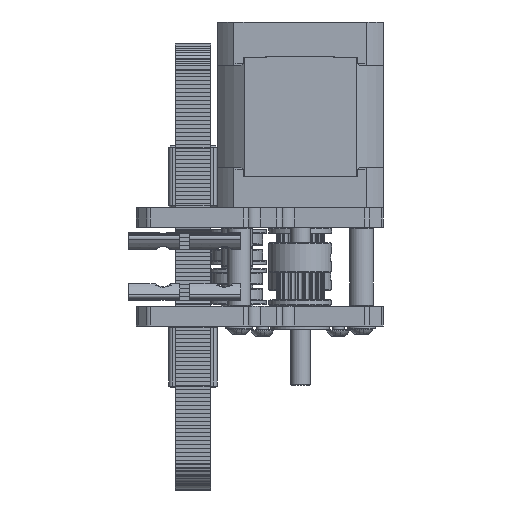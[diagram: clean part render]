
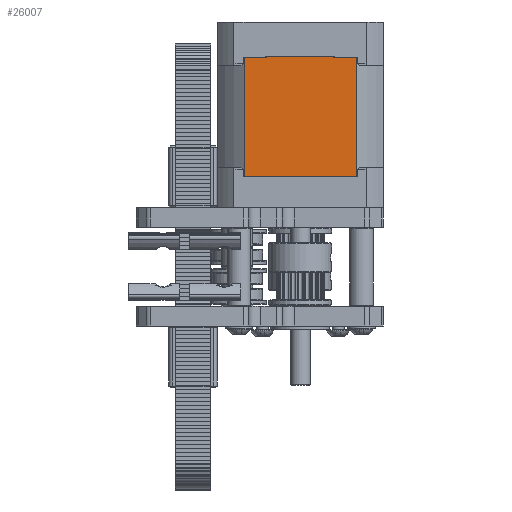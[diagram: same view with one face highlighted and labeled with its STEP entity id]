
A CAD part, left-side view. The second image highlights one B-rep face of the part: STEP entity #26007.
In plain terms, the highlighted planar face has unit normal (-1, 0, 0).
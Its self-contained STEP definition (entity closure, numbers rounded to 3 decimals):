
#1793=PLANE('',#28404);
#3102=FACE_OUTER_BOUND('',#4556,.T.);
#4556=EDGE_LOOP('',(#24094,#24095,#24096,#24097,#24098,#24099,#24100,#24101,
#24102,#24103,#24104,#24105));
#7188=LINE('',#44242,#9985);
#7191=LINE('',#44253,#9988);
#7193=LINE('',#44262,#9990);
#7195=LINE('',#44266,#9992);
#7197=LINE('',#44269,#9994);
#7396=LINE('',#44943,#10193);
#7398=LINE('',#44950,#10195);
#7399=LINE('',#44952,#10196);
#7400=LINE('',#44954,#10197);
#7401=LINE('',#44956,#10198);
#7402=LINE('',#44958,#10199);
#7403=LINE('',#44959,#10200);
#9985=VECTOR('',#34804,30.2);
#9988=VECTOR('',#34813,0.1);
#9990=VECTOR('',#34821,0.1);
#9992=VECTOR('',#34827,5.724);
#9994=VECTOR('',#34831,5.724);
#10193=VECTOR('',#35486,17.012);
#10195=VECTOR('',#35494,0.1);
#10196=VECTOR('',#35495,5.724);
#10197=VECTOR('',#35496,30.2);
#10198=VECTOR('',#35497,5.724);
#10199=VECTOR('',#35498,0.1);
#10200=VECTOR('',#35499,17.012);
#13117=VERTEX_POINT('',#44239);
#13118=VERTEX_POINT('',#44241);
#13122=VERTEX_POINT('',#44250);
#13123=VERTEX_POINT('',#44252);
#13126=VERTEX_POINT('',#44259);
#13127=VERTEX_POINT('',#44261);
#13344=VERTEX_POINT('',#44941);
#13346=VERTEX_POINT('',#44949);
#13347=VERTEX_POINT('',#44951);
#13348=VERTEX_POINT('',#44953);
#13349=VERTEX_POINT('',#44955);
#13350=VERTEX_POINT('',#44957);
#16619=EDGE_CURVE('',#13118,#13117,#7188,.T.);
#16624=EDGE_CURVE('',#13123,#13122,#7191,.T.);
#16628=EDGE_CURVE('',#13127,#13126,#7193,.T.);
#16631=EDGE_CURVE('',#13117,#13127,#7195,.T.);
#16633=EDGE_CURVE('',#13122,#13118,#7197,.T.);
#16954=EDGE_CURVE('',#13126,#13344,#7396,.T.);
#16957=EDGE_CURVE('',#13344,#13346,#7398,.T.);
#16958=EDGE_CURVE('',#13347,#13346,#7399,.T.);
#16959=EDGE_CURVE('',#13348,#13347,#7400,.T.);
#16960=EDGE_CURVE('',#13349,#13348,#7401,.T.);
#16961=EDGE_CURVE('',#13349,#13350,#7402,.T.);
#16962=EDGE_CURVE('',#13350,#13123,#7403,.T.);
#24094=ORIENTED_EDGE('',*,*,#16954,.T.);
#24095=ORIENTED_EDGE('',*,*,#16957,.T.);
#24096=ORIENTED_EDGE('',*,*,#16958,.F.);
#24097=ORIENTED_EDGE('',*,*,#16959,.F.);
#24098=ORIENTED_EDGE('',*,*,#16960,.F.);
#24099=ORIENTED_EDGE('',*,*,#16961,.T.);
#24100=ORIENTED_EDGE('',*,*,#16962,.T.);
#24101=ORIENTED_EDGE('',*,*,#16624,.T.);
#24102=ORIENTED_EDGE('',*,*,#16633,.T.);
#24103=ORIENTED_EDGE('',*,*,#16619,.T.);
#24104=ORIENTED_EDGE('',*,*,#16631,.T.);
#24105=ORIENTED_EDGE('',*,*,#16628,.T.);
#26007=ADVANCED_FACE('',(#3102),#1793,.T.);
#28404=AXIS2_PLACEMENT_3D('',#44948,#35492,#35493);
#34804=DIRECTION('',(0.,0.,-1.));
#34813=DIRECTION('',(0.,0.,-1.));
#34821=DIRECTION('',(0.,0.,-1.));
#34827=DIRECTION('',(0.,-1.,0.));
#34831=DIRECTION('',(0.,1.,0.));
#35486=DIRECTION('',(0.,-1.,0.));
#35492=DIRECTION('center_axis',(-1.,0.,0.));
#35493=DIRECTION('ref_axis',(0.,0.,1.));
#35494=DIRECTION('',(0.,0.,1.));
#35495=DIRECTION('',(0.,1.,0.));
#35496=DIRECTION('',(0.,0.,-1.));
#35497=DIRECTION('',(0.,-1.,0.));
#35498=DIRECTION('',(0.,0.,1.));
#35499=DIRECTION('',(0.,1.,0.));
#44239=CARTESIAN_POINT('',(-21.1,14.23,-19.54));
#44241=CARTESIAN_POINT('',(-21.1,14.23,10.66));
#44242=CARTESIAN_POINT('',(-21.1,14.23,10.66));
#44250=CARTESIAN_POINT('',(-21.1,8.506,10.66));
#44252=CARTESIAN_POINT('',(-21.1,8.506,10.76));
#44253=CARTESIAN_POINT('',(-21.1,8.506,10.76));
#44259=CARTESIAN_POINT('',(-21.1,8.506,-19.64));
#44261=CARTESIAN_POINT('',(-21.1,8.506,-19.54));
#44262=CARTESIAN_POINT('',(-21.1,8.506,-19.54));
#44266=CARTESIAN_POINT('',(-21.1,14.23,-19.54));
#44269=CARTESIAN_POINT('',(-21.1,8.506,10.66));
#44941=CARTESIAN_POINT('',(-21.1,-8.506,-19.64));
#44943=CARTESIAN_POINT('',(-21.1,8.506,-19.64));
#44948=CARTESIAN_POINT('Origin',(-21.1,-14.231,-19.641));
#44949=CARTESIAN_POINT('',(-21.1,-8.506,-19.54));
#44950=CARTESIAN_POINT('',(-21.1,-8.506,-19.64));
#44951=CARTESIAN_POINT('',(-21.1,-14.23,-19.54));
#44952=CARTESIAN_POINT('',(-21.1,-14.23,-19.54));
#44953=CARTESIAN_POINT('',(-21.1,-14.23,10.66));
#44954=CARTESIAN_POINT('',(-21.1,-14.23,10.66));
#44955=CARTESIAN_POINT('',(-21.1,-8.506,10.66));
#44956=CARTESIAN_POINT('',(-21.1,-8.506,10.66));
#44957=CARTESIAN_POINT('',(-21.1,-8.506,10.76));
#44958=CARTESIAN_POINT('',(-21.1,-8.506,10.66));
#44959=CARTESIAN_POINT('',(-21.1,-8.506,10.76));
